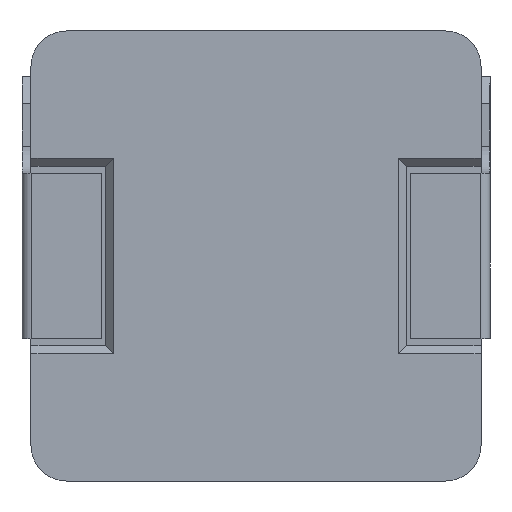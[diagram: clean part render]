
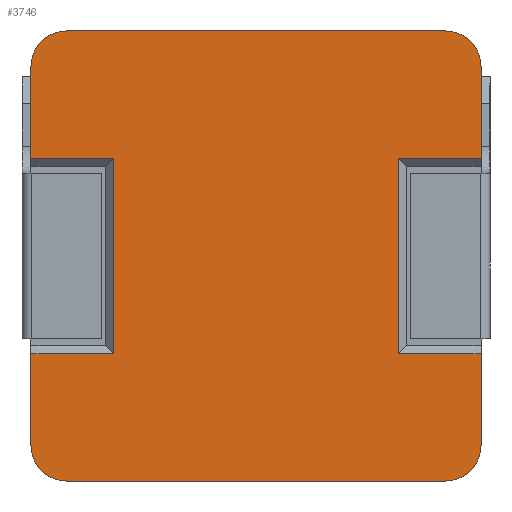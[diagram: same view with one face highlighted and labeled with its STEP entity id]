
A CAD part, front view. The second image highlights one B-rep face of the part: STEP entity #3746.
In plain terms, the highlighted planar face has unit normal (0, -1, 0).
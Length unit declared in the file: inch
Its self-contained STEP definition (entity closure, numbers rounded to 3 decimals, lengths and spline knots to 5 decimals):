
#17 = CIRCLE ( 'NONE', #3036, 0.0396 ) ;
#54 = ORIENTED_EDGE ( 'NONE', *, *, #1775, .T. ) ;
#141 = ORIENTED_EDGE ( 'NONE', *, *, #3811, .F. ) ;
#155 = DIRECTION ( 'NONE',  ( 0., 0., 1. ) ) ;
#203 = CARTESIAN_POINT ( 'NONE',  ( -0.03318, 0.09557, 0.30138 ) ) ;
#236 = ORIENTED_EDGE ( 'NONE', *, *, #2702, .F. ) ;
#272 = ORIENTED_EDGE ( 'NONE', *, *, #3754, .F. ) ;
#313 = DIRECTION ( 'NONE',  ( 0., 0., 1. ) ) ;
#330 = EDGE_CURVE ( 'NONE', #1907, #1076, #3275, .T. ) ;
#342 = AXIS2_PLACEMENT_3D ( 'NONE', #964, #3184, #2814 ) ;
#385 = LINE ( 'NONE', #3793, #2272 ) ;
#403 = CIRCLE ( 'NONE', #342, 0.0396 ) ;
#436 = ORIENTED_EDGE ( 'NONE', *, *, #1107, .T. ) ;
#456 = VECTOR ( 'NONE', #2535, 39.37008 ) ;
#518 = DIRECTION ( 'NONE',  ( -1., 0., 0. ) ) ;
#532 = VECTOR ( 'NONE', #2461, 39.37008 ) ;
#537 = VECTOR ( 'NONE', #1286, 39.37008 ) ;
#560 = CARTESIAN_POINT ( 'NONE',  ( 0.38982, 0.09557, 0.34098 ) ) ;
#575 = DIRECTION ( 'NONE',  ( 0., 1., 0. ) ) ;
#582 = VERTEX_POINT ( 'NONE', #3038 ) ;
#635 = DIRECTION ( 'NONE',  ( -1., 0., 0. ) ) ;
#650 = VECTOR ( 'NONE', #635, 39.37008 ) ;
#655 = VECTOR ( 'NONE', #2614, 39.37008 ) ;
#711 = DIRECTION ( 'NONE',  ( 0., 1., 0. ) ) ;
#716 = ORIENTED_EDGE ( 'NONE', *, *, #2408, .F. ) ;
#775 = CARTESIAN_POINT ( 'NONE',  ( 0.01922, 0.09557, 0.19888 ) ) ;
#848 = DIRECTION ( 'NONE',  ( 0., 0., 1. ) ) ;
#933 = CARTESIAN_POINT ( 'NONE',  ( 0.38982, 0.09557, -0.01912 ) ) ;
#964 = CARTESIAN_POINT ( 'NONE',  ( 0.38982, 0.09557, -0.12162 ) ) ;
#995 = CARTESIAN_POINT ( 'NONE',  ( 0.38982, 0.09557, 0.30138 ) ) ;
#1046 = EDGE_CURVE ( 'NONE', #582, #1857, #3037, .T. ) ;
#1048 = CARTESIAN_POINT ( 'NONE',  ( 0.38982, 0.09557, -0.01912 ) ) ;
#1076 = VERTEX_POINT ( 'NONE', #1408 ) ;
#1107 = EDGE_CURVE ( 'NONE', #1896, #1279, #2980, .T. ) ;
#1130 = CARTESIAN_POINT ( 'NONE',  ( 0.38982, 0.09557, 0.30138 ) ) ;
#1221 = CARTESIAN_POINT ( 'NONE',  ( -0.07278, 0.09557, -0.01912 ) ) ;
#1241 = CARTESIAN_POINT ( 'NONE',  ( 0.42942, 0.09557, 0.30138 ) ) ;
#1273 = CARTESIAN_POINT ( 'NONE',  ( -0.07278, 0.09557, 0.30138 ) ) ;
#1279 = VERTEX_POINT ( 'NONE', #775 ) ;
#1286 = DIRECTION ( 'NONE',  ( 0., 0., -1. ) ) ;
#1288 = CIRCLE ( 'NONE', #1592, 0.0396 ) ;
#1315 = DIRECTION ( 'NONE',  ( 0., 0., -1. ) ) ;
#1341 = LINE ( 'NONE', #933, #1376 ) ;
#1344 = AXIS2_PLACEMENT_3D ( 'NONE', #2116, #1729, #1315 ) ;
#1345 = EDGE_CURVE ( 'NONE', #1489, #2723, #385, .T. ) ;
#1361 = CARTESIAN_POINT ( 'NONE',  ( -0.03318, 0.09557, -0.16122 ) ) ;
#1370 = ORIENTED_EDGE ( 'NONE', *, *, #1345, .F. ) ;
#1376 = VECTOR ( 'NONE', #518, 39.37008 ) ;
#1408 = CARTESIAN_POINT ( 'NONE',  ( 0.42942, 0.09557, 0.19888 ) ) ;
#1415 = VECTOR ( 'NONE', #2234, 39.37008 ) ;
#1429 = EDGE_CURVE ( 'NONE', #2723, #1907, #17, .T. ) ;
#1462 = LINE ( 'NONE', #1048, #650 ) ;
#1489 = VERTEX_POINT ( 'NONE', #2143 ) ;
#1542 = PLANE ( 'NONE',  #3284 ) ;
#1579 = ORIENTED_EDGE ( 'NONE', *, *, #3792, .T. ) ;
#1592 = AXIS2_PLACEMENT_3D ( 'NONE', #203, #2791, #2441 ) ;
#1666 = ORIENTED_EDGE ( 'NONE', *, *, #1754, .F. ) ;
#1678 = ORIENTED_EDGE ( 'NONE', *, *, #2664, .F. ) ;
#1679 = CARTESIAN_POINT ( 'NONE',  ( 0.01922, 0.09557, -0.01912 ) ) ;
#1683 = LINE ( 'NONE', #1273, #3269 ) ;
#1696 = CARTESIAN_POINT ( 'NONE',  ( 0.42942, 0.09557, 0.30138 ) ) ;
#1729 = DIRECTION ( 'NONE',  ( 0., 1., 0. ) ) ;
#1747 = EDGE_CURVE ( 'NONE', #1279, #3189, #2812, .T. ) ;
#1754 = EDGE_CURVE ( 'NONE', #2850, #3647, #1683, .T. ) ;
#1775 = EDGE_CURVE ( 'NONE', #1857, #1076, #3183, .T. ) ;
#1779 = CIRCLE ( 'NONE', #1344, 0.0396 ) ;
#1794 = VERTEX_POINT ( 'NONE', #2564 ) ;
#1857 = VERTEX_POINT ( 'NONE', #2695 ) ;
#1895 = DIRECTION ( 'NONE',  ( -1., 0., 0. ) ) ;
#1896 = VERTEX_POINT ( 'NONE', #2785 ) ;
#1907 = VERTEX_POINT ( 'NONE', #1241 ) ;
#1966 = ORIENTED_EDGE ( 'NONE', *, *, #330, .F. ) ;
#2069 = DIRECTION ( 'NONE',  ( 0., 0., -1. ) ) ;
#2085 = LINE ( 'NONE', #1696, #537 ) ;
#2116 = CARTESIAN_POINT ( 'NONE',  ( -0.03318, 0.09557, -0.12162 ) ) ;
#2143 = CARTESIAN_POINT ( 'NONE',  ( -0.03318, 0.09557, 0.34098 ) ) ;
#2173 = VERTEX_POINT ( 'NONE', #2993 ) ;
#2200 = CARTESIAN_POINT ( 'NONE',  ( -0.07278, 0.09557, -0.12162 ) ) ;
#2234 = DIRECTION ( 'NONE',  ( 1., 0., 0. ) ) ;
#2272 = VECTOR ( 'NONE', #3406, 39.37008 ) ;
#2293 = CARTESIAN_POINT ( 'NONE',  ( -0.03318, 0.09557, -0.16122 ) ) ;
#2313 = DIRECTION ( 'NONE',  ( 0., 0., 1. ) ) ;
#2342 = EDGE_CURVE ( 'NONE', #3237, #2656, #2085, .T. ) ;
#2408 = EDGE_CURVE ( 'NONE', #2656, #2173, #403, .T. ) ;
#2441 = DIRECTION ( 'NONE',  ( 0., 0., -1. ) ) ;
#2460 = CARTESIAN_POINT ( 'NONE',  ( 0.01922, 0.09557, 0.30138 ) ) ;
#2461 = DIRECTION ( 'NONE',  ( 1., 0., 0. ) ) ;
#2535 = DIRECTION ( 'NONE',  ( 0., 0., -1. ) ) ;
#2562 = EDGE_LOOP ( 'NONE', ( #3267, #1579, #3584, #54, #1966, #2790, #1370, #141, #272, #436, #3225, #3422, #1666, #236, #1678, #716 ) ) ;
#2564 = CARTESIAN_POINT ( 'NONE',  ( -0.07278, 0.09557, 0.30138 ) ) ;
#2608 = CARTESIAN_POINT ( 'NONE',  ( 0.38982, 0.09557, 0.19888 ) ) ;
#2614 = DIRECTION ( 'NONE',  ( 0., 0., 1. ) ) ;
#2650 = VERTEX_POINT ( 'NONE', #1361 ) ;
#2654 = LINE ( 'NONE', #2293, #2879 ) ;
#2656 = VERTEX_POINT ( 'NONE', #3020 ) ;
#2664 = EDGE_CURVE ( 'NONE', #2173, #2650, #2654, .T. ) ;
#2674 = CARTESIAN_POINT ( 'NONE',  ( 0.33742, 0.09557, 0.30138 ) ) ;
#2695 = CARTESIAN_POINT ( 'NONE',  ( 0.33742, 0.09557, 0.19888 ) ) ;
#2702 = EDGE_CURVE ( 'NONE', #2650, #2850, #1779, .T. ) ;
#2723 = VERTEX_POINT ( 'NONE', #560 ) ;
#2785 = CARTESIAN_POINT ( 'NONE',  ( -0.07278, 0.09557, 0.19888 ) ) ;
#2790 = ORIENTED_EDGE ( 'NONE', *, *, #1429, .F. ) ;
#2791 = DIRECTION ( 'NONE',  ( 0., 1., 0. ) ) ;
#2812 = LINE ( 'NONE', #2460, #2996 ) ;
#2813 = CARTESIAN_POINT ( 'NONE',  ( 0.38982, 0.09557, 0.19888 ) ) ;
#2814 = DIRECTION ( 'NONE',  ( 0., 0., -1. ) ) ;
#2830 = CARTESIAN_POINT ( 'NONE',  ( 0.42942, 0.09557, -0.01912 ) ) ;
#2850 = VERTEX_POINT ( 'NONE', #2200 ) ;
#2879 = VECTOR ( 'NONE', #1895, 39.37008 ) ;
#2908 = CARTESIAN_POINT ( 'NONE',  ( 0.42942, 0.09557, 0.30138 ) ) ;
#2980 = LINE ( 'NONE', #2608, #1415 ) ;
#2987 = CARTESIAN_POINT ( 'NONE',  ( -0.07278, 0.09557, 0.30138 ) ) ;
#2993 = CARTESIAN_POINT ( 'NONE',  ( 0.38982, 0.09557, -0.16122 ) ) ;
#2996 = VECTOR ( 'NONE', #2069, 39.37008 ) ;
#3013 = VECTOR ( 'NONE', #2313, 39.37008 ) ;
#3020 = CARTESIAN_POINT ( 'NONE',  ( 0.42942, 0.09557, -0.12162 ) ) ;
#3036 = AXIS2_PLACEMENT_3D ( 'NONE', #995, #575, #155 ) ;
#3037 = LINE ( 'NONE', #2674, #3013 ) ;
#3038 = CARTESIAN_POINT ( 'NONE',  ( 0.33742, 0.09557, -0.01912 ) ) ;
#3183 = LINE ( 'NONE', #2813, #532 ) ;
#3184 = DIRECTION ( 'NONE',  ( 0., 1., 0. ) ) ;
#3189 = VERTEX_POINT ( 'NONE', #1679 ) ;
#3225 = ORIENTED_EDGE ( 'NONE', *, *, #1747, .T. ) ;
#3237 = VERTEX_POINT ( 'NONE', #2830 ) ;
#3267 = ORIENTED_EDGE ( 'NONE', *, *, #2342, .F. ) ;
#3269 = VECTOR ( 'NONE', #848, 39.37008 ) ;
#3275 = LINE ( 'NONE', #2908, #456 ) ;
#3284 = AXIS2_PLACEMENT_3D ( 'NONE', #1130, #711, #313 ) ;
#3345 = LINE ( 'NONE', #2987, #655 ) ;
#3406 = DIRECTION ( 'NONE',  ( 1., 0., 0. ) ) ;
#3422 = ORIENTED_EDGE ( 'NONE', *, *, #3486, .T. ) ;
#3486 = EDGE_CURVE ( 'NONE', #3189, #3647, #1462, .T. ) ;
#3584 = ORIENTED_EDGE ( 'NONE', *, *, #1046, .T. ) ;
#3647 = VERTEX_POINT ( 'NONE', #1221 ) ;
#3683 = FACE_OUTER_BOUND ( 'NONE', #2562, .T. ) ;
#3746 = ADVANCED_FACE ( 'NONE', ( #3683 ), #1542, .F. ) ;
#3754 = EDGE_CURVE ( 'NONE', #1896, #1794, #3345, .T. ) ;
#3792 = EDGE_CURVE ( 'NONE', #3237, #582, #1341, .T. ) ;
#3793 = CARTESIAN_POINT ( 'NONE',  ( -0.03318, 0.09557, 0.34098 ) ) ;
#3811 = EDGE_CURVE ( 'NONE', #1794, #1489, #1288, .T. ) ;
